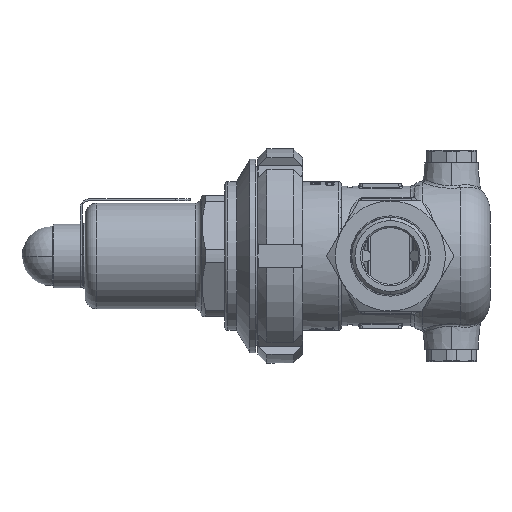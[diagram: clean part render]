
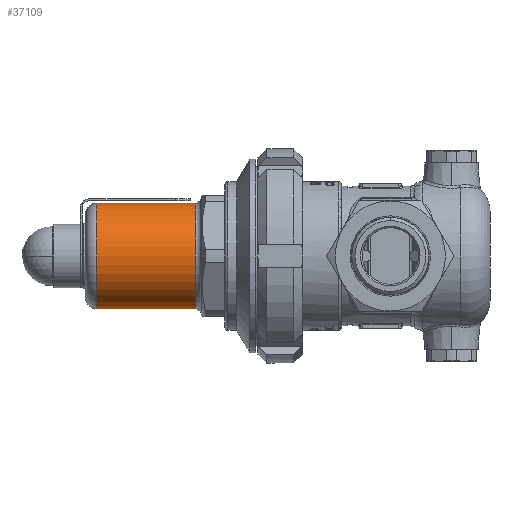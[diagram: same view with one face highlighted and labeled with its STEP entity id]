
A CAD part, left-side view. The second image highlights one B-rep face of the part: STEP entity #37109.
In plain terms, the highlighted cylindrical face has radius 17.75 mm (diameter 35.5 mm), a partial arc.
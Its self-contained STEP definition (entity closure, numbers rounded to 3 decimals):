
#3800 = EDGE_CURVE ( 'NONE', #9423, #9493, #44277, .T. ) ;
#4313 = AXIS2_PLACEMENT_3D ( 'NONE', #9281, #9291, #9292 ) ;
#4723 = DIRECTION ( 'NONE',  ( 0., 0., 1. ) ) ;
#4926 = CARTESIAN_POINT ( 'NONE',  ( 0., 65.6, 0. ) ) ;
#5247 = DIRECTION ( 'NONE',  ( 0., 1., 0. ) ) ;
#6103 = EDGE_CURVE ( 'NONE', #10216, #10677, #48980, .T. ) ;
#6160 = EDGE_CURVE ( 'NONE', #9493, #10677, #43569, .T. ) ;
#6173 = EDGE_CURVE ( 'NONE', #9423, #10216, #43617, .T. ) ;
#9279 = CYLINDRICAL_SURFACE ( 'NONE', #4313, 17.75 ) ;
#9280 = FACE_OUTER_BOUND ( 'NONE', #61868, .T. ) ;
#9281 = CARTESIAN_POINT ( 'NONE',  ( 0., 154.557, 0. ) ) ;
#9291 = DIRECTION ( 'NONE',  ( 0., 1., 0. ) ) ;
#9292 = DIRECTION ( 'NONE',  ( 0., 0., 1. ) ) ;
#9423 = VERTEX_POINT ( 'NONE', #45418 ) ;
#9493 = VERTEX_POINT ( 'NONE', #45486 ) ;
#10216 = VERTEX_POINT ( 'NONE', #45807 ) ;
#10677 = VERTEX_POINT ( 'NONE', #46428 ) ;
#13189 = ORIENTED_EDGE ( 'NONE', *, *, #6103, .F. ) ;
#14533 = ORIENTED_EDGE ( 'NONE', *, *, #6160, .T. ) ;
#15112 = ORIENTED_EDGE ( 'NONE', *, *, #6173, .F. ) ;
#15115 = ORIENTED_EDGE ( 'NONE', *, *, #3800, .T. ) ;
#37109 = ADVANCED_FACE ( 'NONE', ( #9280 ), #9279, .T. ) ;
#43322 = CARTESIAN_POINT ( 'NONE',  ( 0., 98.6, 0. ) ) ;
#43323 = DIRECTION ( 'NONE',  ( 0., 1., 0. ) ) ;
#43324 = DIRECTION ( 'NONE',  ( 0., 0., 1. ) ) ;
#43569 = LINE ( 'NONE', #43570, #47443 ) ;
#43570 = CARTESIAN_POINT ( 'NONE',  ( 0., 154.557, 17.75 ) ) ;
#43571 = DIRECTION ( 'NONE',  ( 0., 1., 0. ) ) ;
#43617 = LINE ( 'NONE', #43628, #46478 ) ;
#43628 = CARTESIAN_POINT ( 'NONE',  ( 0., 154.557, -17.75 ) ) ;
#43629 = DIRECTION ( 'NONE',  ( 0., 1., 0. ) ) ;
#44277 = CIRCLE ( 'NONE', #44319, 17.75 ) ;
#44319 = AXIS2_PLACEMENT_3D ( 'NONE', #4926, #5247, #4723 ) ;
#45418 = CARTESIAN_POINT ( 'NONE',  ( 0., 65.6, -17.75 ) ) ;
#45486 = CARTESIAN_POINT ( 'NONE',  ( 0., 65.6, 17.75 ) ) ;
#45807 = CARTESIAN_POINT ( 'NONE',  ( 0., 98.6, -17.75 ) ) ;
#46428 = CARTESIAN_POINT ( 'NONE',  ( 0., 98.6, 17.75 ) ) ;
#46478 = VECTOR ( 'NONE', #43629, 1000. ) ;
#47443 = VECTOR ( 'NONE', #43571, 1000. ) ;
#48980 = CIRCLE ( 'NONE', #49084, 17.75 ) ;
#49084 = AXIS2_PLACEMENT_3D ( 'NONE', #43322, #43323, #43324 ) ;
#61868 = EDGE_LOOP ( 'NONE', ( #15112, #15115, #14533, #13189 ) ) ;
